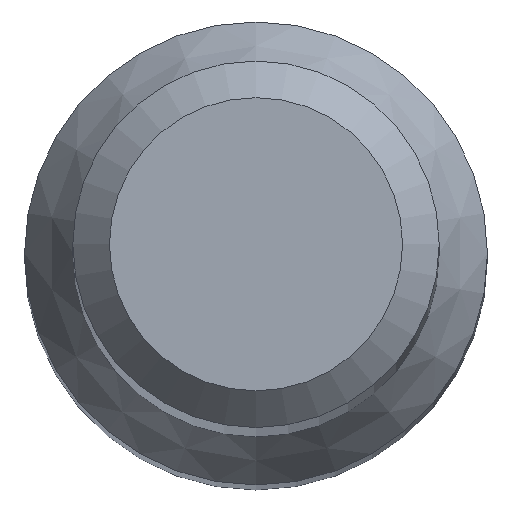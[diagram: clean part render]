
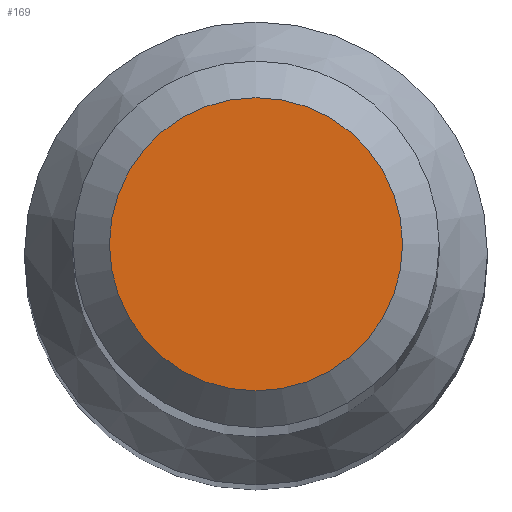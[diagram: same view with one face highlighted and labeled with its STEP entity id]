
A CAD part, top view. The second image highlights one B-rep face of the part: STEP entity #169.
In plain terms, the highlighted planar face has unit normal (0, 0, 1).
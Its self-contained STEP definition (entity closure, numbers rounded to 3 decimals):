
#4 = DIRECTION ( 'NONE',  ( 0., 1., 0. ) ) ;
#9 = CARTESIAN_POINT ( 'NONE',  ( 0., 0., 56. ) ) ;
#12 = DIRECTION ( 'NONE',  ( 0., 0., -1. ) ) ;
#27 = VERTEX_POINT ( 'NONE', #92 ) ;
#45 = CARTESIAN_POINT ( 'NONE',  ( 0., 0., 56. ) ) ;
#47 = DIRECTION ( 'NONE',  ( 0., 1., 0. ) ) ;
#52 = EDGE_LOOP ( 'NONE', ( #222 ) ) ;
#70 = FACE_OUTER_BOUND ( 'NONE', #52, .T. ) ;
#89 = EDGE_CURVE ( 'NONE', #27, #27, #106, .T. ) ;
#92 = CARTESIAN_POINT ( 'NONE',  ( 0., 1., 56. ) ) ;
#106 = CIRCLE ( 'NONE', #220, 1. ) ;
#133 = AXIS2_PLACEMENT_3D ( 'NONE', #9, #12, #47 ) ;
#139 = PLANE ( 'NONE',  #133 ) ;
#162 = DIRECTION ( 'NONE',  ( 0., 0., -1. ) ) ;
#169 = ADVANCED_FACE ( 'NONE', ( #70 ), #139, .F. ) ;
#220 = AXIS2_PLACEMENT_3D ( 'NONE', #45, #162, #4 ) ;
#222 = ORIENTED_EDGE ( 'NONE', *, *, #89, .F. ) ;
